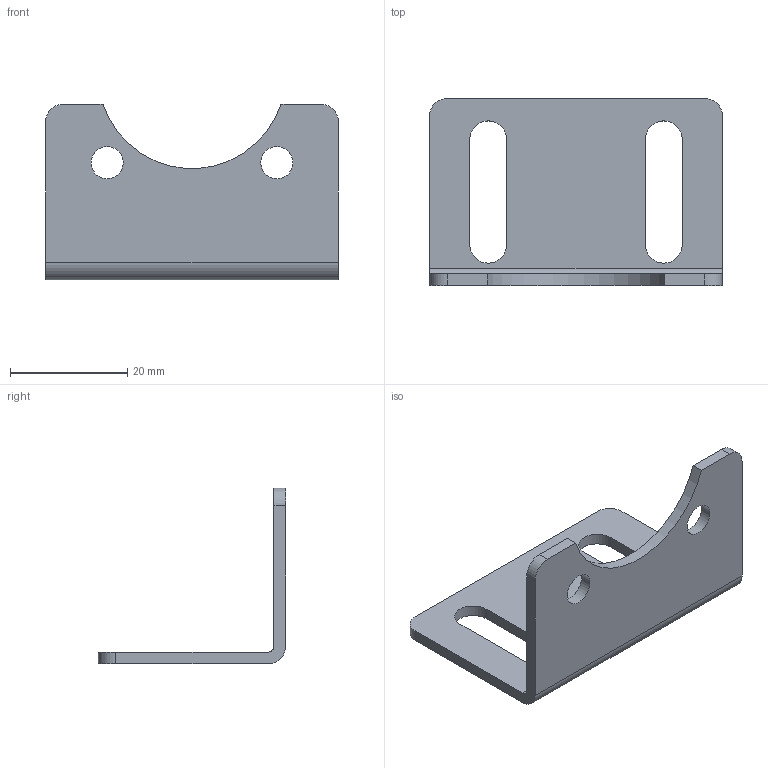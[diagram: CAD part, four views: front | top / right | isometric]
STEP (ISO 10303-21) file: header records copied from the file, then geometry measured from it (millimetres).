
FILE_DESCRIPTION( ( 'STEP AP214' ), ' ' );
FILE_NAME( '5.9711.04.000.stp', '2017-01-20T09:19:24', ( '' ), ( '' ), ' ', 'PARTsolutions', ' ' );
FILE_SCHEMA( ( 'AUTOMOTIVE_DESIGN { 1 0 10303 214 1 1 1 1 }' ) );
Length unit declared in the file: millimetre
Products named in the file (1): _5.9711.04.000
Bounding box: 50 x 32 x 30 mm (x, y, z)
Volume: 4735.8 mm3; surface area: 5473.8 mm2
Topology: 1 solids, 1 shells, 26 faces, 74 edges, 50 vertices
Faces by surface type: cylinder 13, plane 13
Full cylindrical faces by diameter (mm): 5.5 x2
Entity records: 1072 total; most frequent: DIRECTION 150, CARTESIAN_POINT 145, ORIENTED_EDGE 140, EDGE_CURVE 70, AXIS2_PLACEMENT_3D 53, VERTEX_POINT 48, LINE 44, VECTOR 44
